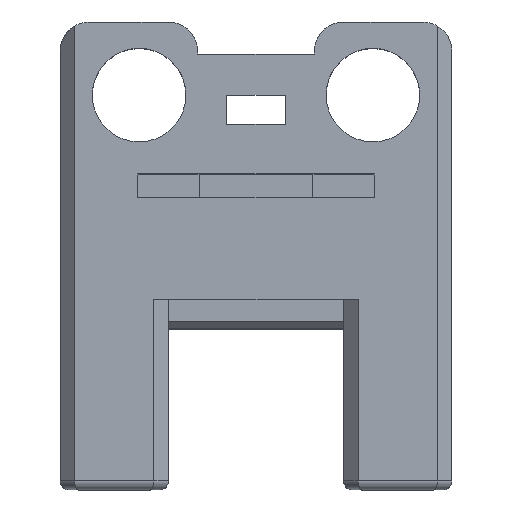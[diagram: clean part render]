
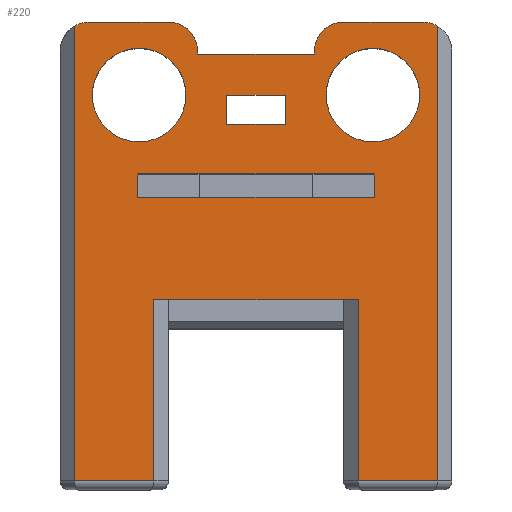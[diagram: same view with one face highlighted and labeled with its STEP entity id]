
A CAD part, top view. The second image highlights one B-rep face of the part: STEP entity #220.
In plain terms, the highlighted planar face has unit normal (0, 0, 1).
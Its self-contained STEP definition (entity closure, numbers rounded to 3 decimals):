
#123=FACE_BOUND('',#486,.T.);
#124=FACE_BOUND('',#487,.T.);
#125=FACE_BOUND('',#488,.T.);
#126=FACE_BOUND('',#489,.T.);
#127=FACE_BOUND('',#490,.T.);
#164=CIRCLE('',#1871,1.);
#177=CIRCLE('',#1902,1.6);
#178=CIRCLE('',#1904,1.);
#179=CIRCLE('',#1905,1.);
#180=CIRCLE('',#1906,1.);
#181=CIRCLE('',#1907,1.6);
#182=CIRCLE('',#1908,1.6);
#183=CIRCLE('',#1909,1.6);
#220=ADVANCED_FACE('',(#123,#124,#125,#126,#127),#313,.T.);
#313=PLANE('',#1910);
#486=EDGE_LOOP('',(#693,#694,#695,#696,#697,#698,#699,#700,#701,#702,#703,
#704,#705,#706,#707,#708));
#487=EDGE_LOOP('',(#709,#710));
#488=EDGE_LOOP('',(#711,#712));
#489=EDGE_LOOP('',(#713,#714,#715,#716));
#490=EDGE_LOOP('',(#717,#718,#719,#720));
#693=ORIENTED_EDGE('',*,*,#1315,.T.);
#694=ORIENTED_EDGE('',*,*,#1316,.T.);
#695=ORIENTED_EDGE('',*,*,#1317,.F.);
#696=ORIENTED_EDGE('',*,*,#1318,.F.);
#697=ORIENTED_EDGE('',*,*,#1319,.T.);
#698=ORIENTED_EDGE('',*,*,#1320,.T.);
#699=ORIENTED_EDGE('',*,*,#1231,.T.);
#700=ORIENTED_EDGE('',*,*,#1321,.T.);
#701=ORIENTED_EDGE('',*,*,#1322,.T.);
#702=ORIENTED_EDGE('',*,*,#1323,.T.);
#703=ORIENTED_EDGE('',*,*,#1324,.F.);
#704=ORIENTED_EDGE('',*,*,#1325,.T.);
#705=ORIENTED_EDGE('',*,*,#1227,.T.);
#706=ORIENTED_EDGE('',*,*,#1236,.T.);
#707=ORIENTED_EDGE('',*,*,#1326,.F.);
#708=ORIENTED_EDGE('',*,*,#1327,.F.);
#709=ORIENTED_EDGE('',*,*,#1328,.F.);
#710=ORIENTED_EDGE('',*,*,#1314,.F.);
#711=ORIENTED_EDGE('',*,*,#1329,.F.);
#712=ORIENTED_EDGE('',*,*,#1330,.F.);
#713=ORIENTED_EDGE('',*,*,#1331,.F.);
#714=ORIENTED_EDGE('',*,*,#1332,.T.);
#715=ORIENTED_EDGE('',*,*,#1333,.F.);
#716=ORIENTED_EDGE('',*,*,#1334,.T.);
#717=ORIENTED_EDGE('',*,*,#1335,.F.);
#718=ORIENTED_EDGE('',*,*,#1336,.F.);
#719=ORIENTED_EDGE('',*,*,#1337,.F.);
#720=ORIENTED_EDGE('',*,*,#1338,.F.);
#1067=VERTEX_POINT('',#2470);
#1068=VERTEX_POINT('',#2471);
#1071=VERTEX_POINT('',#2479);
#1072=VERTEX_POINT('',#2480);
#1075=VERTEX_POINT('',#2488);
#1136=VERTEX_POINT('',#2675);
#1137=VERTEX_POINT('',#2677);
#1138=VERTEX_POINT('',#2681);
#1139=VERTEX_POINT('',#2682);
#1140=VERTEX_POINT('',#2684);
#1141=VERTEX_POINT('',#2686);
#1142=VERTEX_POINT('',#2688);
#1143=VERTEX_POINT('',#2690);
#1144=VERTEX_POINT('',#2693);
#1145=VERTEX_POINT('',#2695);
#1146=VERTEX_POINT('',#2697);
#1147=VERTEX_POINT('',#2699);
#1148=VERTEX_POINT('',#2702);
#1149=VERTEX_POINT('',#2706);
#1150=VERTEX_POINT('',#2707);
#1151=VERTEX_POINT('',#2710);
#1152=VERTEX_POINT('',#2711);
#1153=VERTEX_POINT('',#2713);
#1154=VERTEX_POINT('',#2715);
#1155=VERTEX_POINT('',#2718);
#1156=VERTEX_POINT('',#2719);
#1157=VERTEX_POINT('',#2721);
#1158=VERTEX_POINT('',#2723);
#1227=EDGE_CURVE('',#1067,#1068,#1475,.T.);
#1231=EDGE_CURVE('',#1071,#1072,#1479,.T.);
#1236=EDGE_CURVE('',#1068,#1075,#164,.T.);
#1314=EDGE_CURVE('',#1137,#1136,#177,.T.);
#1315=EDGE_CURVE('',#1138,#1139,#1543,.T.);
#1316=EDGE_CURVE('',#1139,#1140,#1544,.T.);
#1317=EDGE_CURVE('',#1141,#1140,#1545,.T.);
#1318=EDGE_CURVE('',#1142,#1141,#1546,.T.);
#1319=EDGE_CURVE('',#1142,#1143,#1547,.T.);
#1320=EDGE_CURVE('',#1143,#1071,#178,.T.);
#1321=EDGE_CURVE('',#1072,#1144,#179,.T.);
#1322=EDGE_CURVE('',#1144,#1145,#1548,.T.);
#1323=EDGE_CURVE('',#1145,#1146,#1549,.T.);
#1324=EDGE_CURVE('',#1147,#1146,#1550,.T.);
#1325=EDGE_CURVE('',#1147,#1067,#180,.T.);
#1326=EDGE_CURVE('',#1148,#1075,#1551,.T.);
#1327=EDGE_CURVE('',#1138,#1148,#1552,.T.);
#1328=EDGE_CURVE('',#1136,#1137,#181,.T.);
#1329=EDGE_CURVE('',#1149,#1150,#182,.T.);
#1330=EDGE_CURVE('',#1150,#1149,#183,.T.);
#1331=EDGE_CURVE('',#1151,#1152,#1553,.T.);
#1332=EDGE_CURVE('',#1151,#1153,#1554,.T.);
#1333=EDGE_CURVE('',#1154,#1153,#1555,.T.);
#1334=EDGE_CURVE('',#1154,#1152,#1556,.T.);
#1335=EDGE_CURVE('',#1155,#1156,#1557,.T.);
#1336=EDGE_CURVE('',#1157,#1155,#1558,.T.);
#1337=EDGE_CURVE('',#1158,#1157,#1559,.T.);
#1338=EDGE_CURVE('',#1156,#1158,#1560,.T.);
#1475=LINE('',#2469,#1671);
#1479=LINE('',#2478,#1675);
#1543=LINE('',#2680,#1739);
#1544=LINE('',#2683,#1740);
#1545=LINE('',#2685,#1741);
#1546=LINE('',#2687,#1742);
#1547=LINE('',#2689,#1743);
#1548=LINE('',#2694,#1744);
#1549=LINE('',#2696,#1745);
#1550=LINE('',#2698,#1746);
#1551=LINE('',#2701,#1747);
#1552=LINE('',#2703,#1748);
#1553=LINE('',#2709,#1749);
#1554=LINE('',#2712,#1750);
#1555=LINE('',#2714,#1751);
#1556=LINE('',#2716,#1752);
#1557=LINE('',#2717,#1753);
#1558=LINE('',#2720,#1754);
#1559=LINE('',#2722,#1755);
#1560=LINE('',#2724,#1756);
#1671=VECTOR('',#2004,1.);
#1675=VECTOR('',#2010,1.);
#1739=VECTOR('',#2144,1.);
#1740=VECTOR('',#2145,1.);
#1741=VECTOR('',#2146,1.);
#1742=VECTOR('',#2147,1.);
#1743=VECTOR('',#2148,1.);
#1744=VECTOR('',#2153,1.);
#1745=VECTOR('',#2154,1.);
#1746=VECTOR('',#2155,1.);
#1747=VECTOR('',#2158,1.);
#1748=VECTOR('',#2159,1.);
#1749=VECTOR('',#2166,1.);
#1750=VECTOR('',#2167,1.);
#1751=VECTOR('',#2168,1.);
#1752=VECTOR('',#2169,1.);
#1753=VECTOR('',#2170,1.);
#1754=VECTOR('',#2171,1.);
#1755=VECTOR('',#2172,1.);
#1756=VECTOR('',#2173,1.);
#1871=AXIS2_PLACEMENT_3D('',#2490,#2018,#2019);
#1902=AXIS2_PLACEMENT_3D('',#2678,#2140,#2141);
#1904=AXIS2_PLACEMENT_3D('',#2691,#2149,#2150);
#1905=AXIS2_PLACEMENT_3D('',#2692,#2151,#2152);
#1906=AXIS2_PLACEMENT_3D('',#2700,#2156,#2157);
#1907=AXIS2_PLACEMENT_3D('',#2704,#2160,#2161);
#1908=AXIS2_PLACEMENT_3D('',#2705,#2162,#2163);
#1909=AXIS2_PLACEMENT_3D('',#2708,#2164,#2165);
#1910=AXIS2_PLACEMENT_3D('',#2725,#2174,#2175);
#2004=DIRECTION('',(-1.,0.,0.));
#2010=DIRECTION('',(-1.,0.,0.));
#2018=DIRECTION('',(0.,0.,1.));
#2019=DIRECTION('',(0.,1.,0.));
#2140=DIRECTION('',(0.,0.,1.));
#2141=DIRECTION('',(-1.,0.,0.));
#2144=DIRECTION('',(0.,1.,0.));
#2145=DIRECTION('',(1.,0.,0.));
#2146=DIRECTION('',(0.,1.,0.));
#2147=DIRECTION('',(-1.,0.,0.));
#2148=DIRECTION('',(0.,1.,0.));
#2149=DIRECTION('',(0.,0.,1.));
#2150=DIRECTION('',(0.507,0.862,0.));
#2151=DIRECTION('',(0.,0.,1.));
#2152=DIRECTION('',(0.,1.,0.));
#2153=DIRECTION('',(0.,-1.,0.));
#2154=DIRECTION('',(-1.,0.,0.));
#2155=DIRECTION('',(0.,-1.,0.));
#2156=DIRECTION('',(0.,0.,1.));
#2157=DIRECTION('',(1.,0.,0.));
#2158=DIRECTION('',(0.,1.,0.));
#2159=DIRECTION('',(-1.,0.,0.));
#2160=DIRECTION('',(0.,0.,1.));
#2161=DIRECTION('',(1.,0.,0.));
#2162=DIRECTION('',(0.,0.,1.));
#2163=DIRECTION('',(1.,0.,0.));
#2164=DIRECTION('',(0.,0.,1.));
#2165=DIRECTION('',(-1.,0.,0.));
#2166=DIRECTION('',(0.,1.,0.));
#2167=DIRECTION('',(-1.,0.,0.));
#2168=DIRECTION('',(0.,-1.,0.));
#2169=DIRECTION('',(1.,0.,0.));
#2170=DIRECTION('',(-1.,0.,0.));
#2171=DIRECTION('',(0.,1.,0.));
#2172=DIRECTION('',(1.,0.,0.));
#2173=DIRECTION('',(0.,-1.,0.));
#2174=DIRECTION('',(0.,0.,1.));
#2175=DIRECTION('',(1.,0.,0.));
#2469=CARTESIAN_POINT('',(-3.,8.,3.2));
#2470=CARTESIAN_POINT('',(-3.,8.,3.2));
#2471=CARTESIAN_POINT('',(-5.7,8.,3.2));
#2478=CARTESIAN_POINT('',(5.7,8.,3.2));
#2479=CARTESIAN_POINT('',(5.7,8.,3.2));
#2480=CARTESIAN_POINT('',(3.,8.,3.2));
#2488=CARTESIAN_POINT('',(-6.207,7.862,3.2));
#2490=CARTESIAN_POINT('',(-5.7,7.,3.2));
#2675=CARTESIAN_POINT('',(5.6,5.5,3.2));
#2677=CARTESIAN_POINT('',(2.4,5.5,3.2));
#2678=CARTESIAN_POINT('',(4.,5.5,3.2));
#2680=CARTESIAN_POINT('',(-3.493,-7.7,3.2));
#2681=CARTESIAN_POINT('',(-3.493,-7.7,3.2));
#2682=CARTESIAN_POINT('',(-3.493,-1.5,3.2));
#2683=CARTESIAN_POINT('',(-3.493,-1.5,3.2));
#2684=CARTESIAN_POINT('',(3.493,-1.5,3.2));
#2685=CARTESIAN_POINT('',(3.493,-7.7,3.2));
#2686=CARTESIAN_POINT('',(3.493,-7.7,3.2));
#2687=CARTESIAN_POINT('',(6.207,-7.7,3.2));
#2688=CARTESIAN_POINT('',(6.207,-7.7,3.2));
#2689=CARTESIAN_POINT('',(6.207,-7.7,3.2));
#2690=CARTESIAN_POINT('',(6.207,7.862,3.2));
#2691=CARTESIAN_POINT('',(5.7,7.,3.2));
#2692=CARTESIAN_POINT('',(3.,7.,3.2));
#2693=CARTESIAN_POINT('',(2.,7.,3.2));
#2694=CARTESIAN_POINT('',(2.,7.,3.2));
#2695=CARTESIAN_POINT('',(2.,6.9,3.2));
#2696=CARTESIAN_POINT('',(2.,6.9,3.2));
#2697=CARTESIAN_POINT('',(-2.,6.9,3.2));
#2698=CARTESIAN_POINT('',(-2.,7.,3.2));
#2699=CARTESIAN_POINT('',(-2.,7.,3.2));
#2700=CARTESIAN_POINT('',(-3.,7.,3.2));
#2701=CARTESIAN_POINT('',(-6.207,-7.7,3.2));
#2702=CARTESIAN_POINT('',(-6.207,-7.7,3.2));
#2703=CARTESIAN_POINT('',(-3.493,-7.7,3.2));
#2704=CARTESIAN_POINT('',(4.,5.5,3.2));
#2705=CARTESIAN_POINT('',(-4.,5.5,3.2));
#2706=CARTESIAN_POINT('',(-2.4,5.5,3.2));
#2707=CARTESIAN_POINT('',(-5.6,5.5,3.2));
#2708=CARTESIAN_POINT('',(-4.,5.5,3.2));
#2709=CARTESIAN_POINT('',(4.05,2.,3.2));
#2710=CARTESIAN_POINT('',(4.05,2.,3.2));
#2711=CARTESIAN_POINT('',(4.05,2.8,3.2));
#2712=CARTESIAN_POINT('',(4.05,2.,3.2));
#2713=CARTESIAN_POINT('',(-4.05,2.,3.2));
#2714=CARTESIAN_POINT('',(-4.05,2.8,3.2));
#2715=CARTESIAN_POINT('',(-4.05,2.8,3.2));
#2716=CARTESIAN_POINT('',(-4.05,2.8,3.2));
#2717=CARTESIAN_POINT('',(1.,5.5,3.2));
#2718=CARTESIAN_POINT('',(1.,5.5,3.2));
#2719=CARTESIAN_POINT('',(-1.,5.5,3.2));
#2720=CARTESIAN_POINT('',(1.,4.5,3.2));
#2721=CARTESIAN_POINT('',(1.,4.5,3.2));
#2722=CARTESIAN_POINT('',(-1.,4.5,3.2));
#2723=CARTESIAN_POINT('',(-1.,4.5,3.2));
#2724=CARTESIAN_POINT('',(-1.,5.5,3.2));
#2725=CARTESIAN_POINT('',(6.7,8.,3.2));
